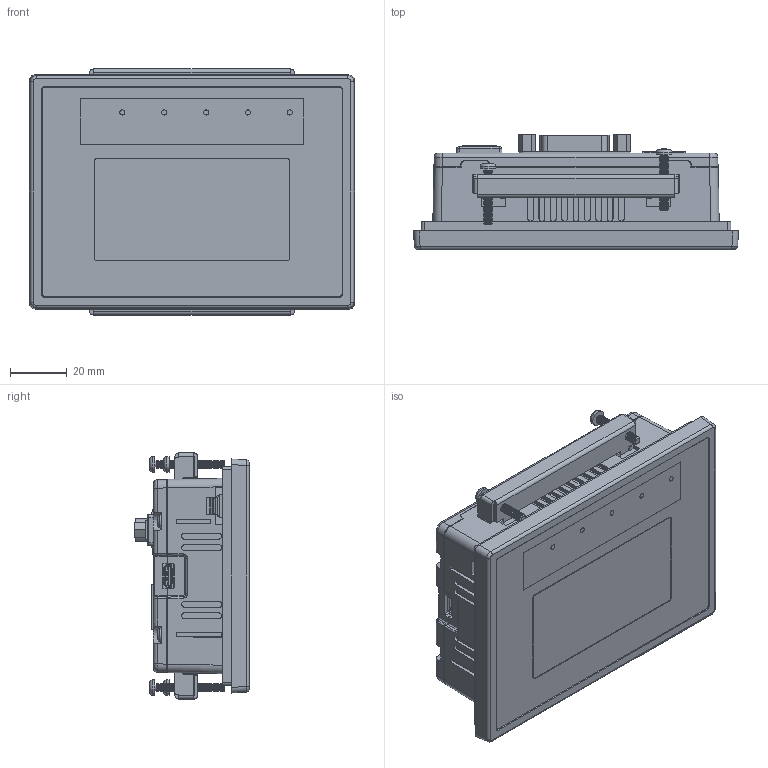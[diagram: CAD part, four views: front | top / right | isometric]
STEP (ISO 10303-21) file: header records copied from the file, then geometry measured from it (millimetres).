
FILE_DESCRIPTION (( 'STEP AP214' ), '1' );
FILE_NAME ('EA3_S3ML.STEP', '2017-04-04T10:07:51', ( '' ), ( '' ), 'SwSTEP 2.0', 'SolidWorks 2017', '' );
FILE_SCHEMA (( 'AUTOMOTIVE_DESIGN' ));
Products named in the file (1): EA3_S3ML
Bounding box: 114.4 x 40.2 x 86.6 mm (x, y, z)
Volume: 250366.5 mm3; surface area: 52728.6 mm2
Topology: 1 solids, 14 shells, 3102 faces, 8246 edges, 5351 vertices
Faces by surface type: plane 2226, cylinder 453, cone 381, bspline 22, torus 12, sphere 8
Full cylindrical faces by diameter (mm): 0.8 x3, 1 x15, 1.8 x5, 2.2 x4, 2.46 x2, 2.6 x4, 3 x130, 3.05 x2, 3.06 x2, 3.1 x4, 4.5 x4, 5.5 x4
Entity records: 93293 total; most frequent: CARTESIAN_POINT 18358, ORIENTED_EDGE 15474, DIRECTION 14673, EDGE_CURVE 7737, LINE 6255, VECTOR 6255, VERTEX_POINT 5296, AXIS2_PLACEMENT_3D 4209
